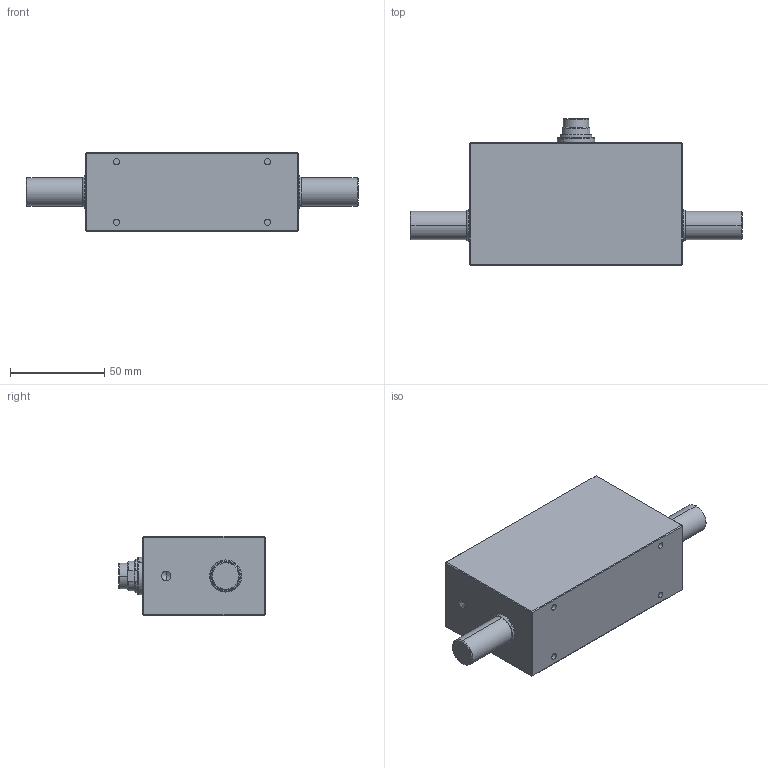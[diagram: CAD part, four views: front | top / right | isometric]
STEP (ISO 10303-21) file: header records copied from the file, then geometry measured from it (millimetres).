
FILE_DESCRIPTION (( 'STEP AP203' ), '1' );
FILE_NAME ('DRDL-II.STEP', '2010-11-03T07:10:01', ( 'ETH' ), ( '' ), 'SwSTEP 2.0', 'SolidWorks 2011', '' );
FILE_SCHEMA (( 'CONFIG_CONTROL_DESIGN' ));
Length unit declared in the file: millimetre
Products named in the file (1): DRDL-II
Bounding box: 176 x 77.6 x 42 mm (x, y, z)
Volume: 319653.9 mm3; surface area: 43779.4 mm2
Topology: 2 solids, 2 shells, 402 faces, 976 edges, 616 vertices
Faces by surface type: plane 188, cylinder 95, cone 62, torus 37, sphere 16, bspline 4
Entity records: 12120 total; most frequent: CARTESIAN_POINT 2318, DIRECTION 2206, ORIENTED_EDGE 1948, EDGE_CURVE 974, AXIS2_PLACEMENT_3D 887, VERTEX_POINT 616, CIRCLE 488, EDGE_LOOP 442
